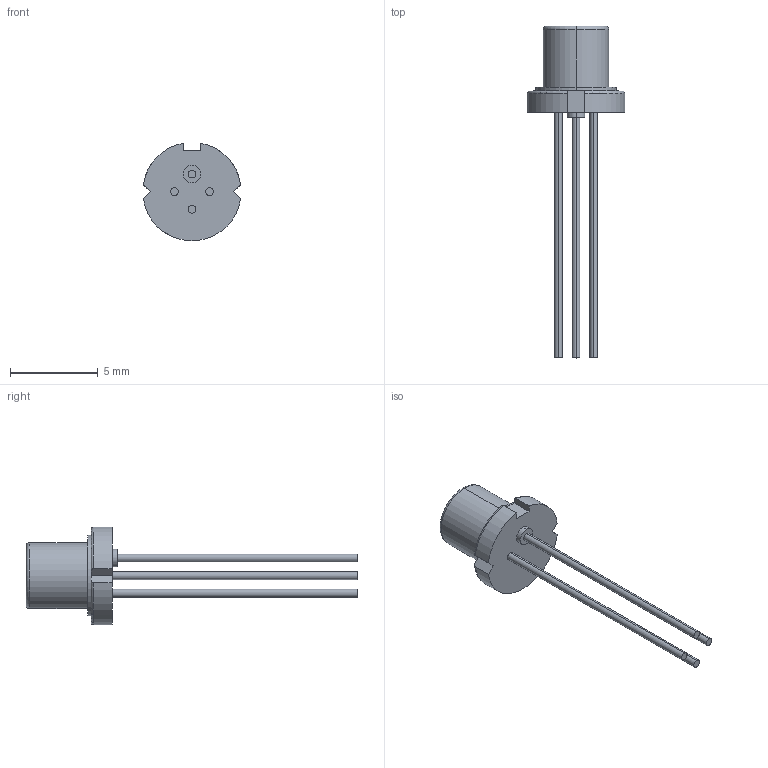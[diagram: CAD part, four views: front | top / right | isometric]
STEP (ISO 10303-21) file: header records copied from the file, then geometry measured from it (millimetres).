
FILE_DESCRIPTION (( 'STEP AP203' ), '1' );
FILE_NAME ('QTN053260-E0W.STEP', '2023-06-02T10:56:07', ( '' ), ( '' ), 'SwSTEP 2.0', 'SolidWorks 2022', '' );
FILE_SCHEMA (( 'CONFIG_CONTROL_DESIGN' ));
Length unit declared in the file: millimetre
Products named in the file (1): QTN053260-E0W
Bounding box: 5.54 x 18.9 x 5.55 mm (x, y, z)
Volume: 51.1 mm3; surface area: 249.9 mm2
Topology: 2 solids, 2 shells, 56 faces, 120 edges, 79 vertices
Faces by surface type: cylinder 28, plane 22, torus 6
Entity records: 1664 total; most frequent: CARTESIAN_POINT 312, DIRECTION 293, ORIENTED_EDGE 240, AXIS2_PLACEMENT_3D 122, EDGE_CURVE 120, VERTEX_POINT 79, EDGE_LOOP 67, CIRCLE 65
